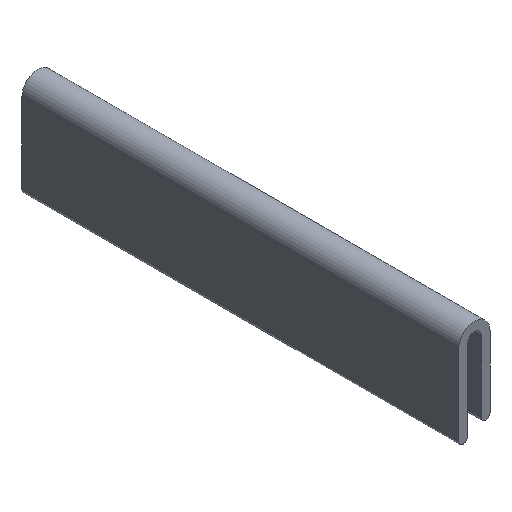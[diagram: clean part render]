
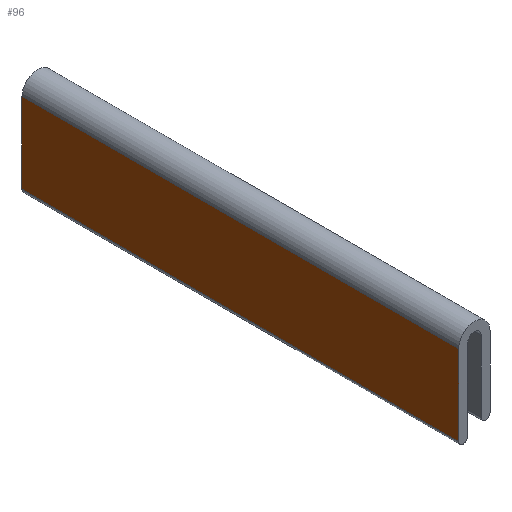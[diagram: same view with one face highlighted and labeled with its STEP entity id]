
A CAD part, isometric view. The second image highlights one B-rep face of the part: STEP entity #96.
In plain terms, the highlighted planar face has unit normal (-1, 0, 0).
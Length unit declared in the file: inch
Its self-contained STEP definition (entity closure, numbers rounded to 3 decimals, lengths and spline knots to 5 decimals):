
#26=CARTESIAN_POINT('',(10.55627,11.04012,0.4875));
#27=VERTEX_POINT('',#26);
#35=CARTESIAN_POINT('',(10.55627,5.04012,0.4875));
#36=VERTEX_POINT('',#35);
#37=CARTESIAN_POINT('',(10.55627,5.04012,0.4875));
#38=DIRECTION('',(0.,1.,0.));
#39=VECTOR('',#38,1.);
#40=LINE('',#37,#39);
#41=EDGE_CURVE('',#36,#27,#40,.T.);
#66=CARTESIAN_POINT('',(10.55627,11.04012,-0.6175));
#67=VERTEX_POINT('',#66);
#68=CARTESIAN_POINT('',(10.55627,11.04012,0.4875));
#69=DIRECTION('',(0.,0.,-1.));
#70=VECTOR('',#69,1.);
#71=LINE('',#68,#70);
#72=EDGE_CURVE('',#27,#67,#71,.T.);
#73=ORIENTED_EDGE('',*,*,#72,.T.);
#74=CARTESIAN_POINT('',(10.55627,5.04012,-0.6175));
#75=VERTEX_POINT('',#74);
#76=CARTESIAN_POINT('',(10.55627,5.04012,-0.6175));
#77=DIRECTION('',(0.,1.,0.));
#78=VECTOR('',#77,1.);
#79=LINE('',#76,#78);
#80=EDGE_CURVE('',#75,#67,#79,.T.);
#81=ORIENTED_EDGE('',*,*,#80,.F.);
#82=CARTESIAN_POINT('',(10.55627,5.04012,0.4875));
#83=DIRECTION('',(0.,0.,-1.));
#84=VECTOR('',#83,1.);
#85=LINE('',#82,#84);
#86=EDGE_CURVE('',#36,#75,#85,.T.);
#87=ORIENTED_EDGE('',*,*,#86,.F.);
#88=ORIENTED_EDGE('',*,*,#41,.T.);
#89=EDGE_LOOP('',(#73,#81,#87,#88));
#90=FACE_OUTER_BOUND('',#89,.T.);
#91=CARTESIAN_POINT('',(10.55627,5.04012,-0.065));
#92=DIRECTION('',(-1.,0.,0.));
#93=DIRECTION('',(0.,0.,1.));
#94=AXIS2_PLACEMENT_3D('',#91,#92,#93);
#95=PLANE('',#94);
#96=ADVANCED_FACE('',(#90),#95,.T.);
